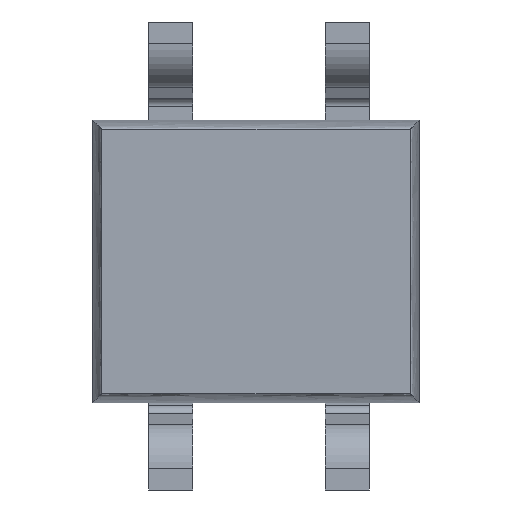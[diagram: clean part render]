
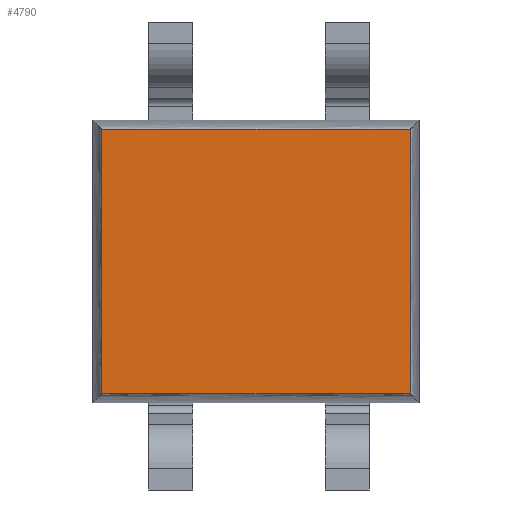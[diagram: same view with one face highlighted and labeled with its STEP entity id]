
A CAD part, front view. The second image highlights one B-rep face of the part: STEP entity #4790.
In plain terms, the highlighted planar face has unit normal (0, -1, 0).
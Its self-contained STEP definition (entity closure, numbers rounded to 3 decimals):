
#1938 = VERTEX_POINT('',#1939);
#1939 = CARTESIAN_POINT('',(-2.279,0.293,
    -1.85));
#1973 = VERTEX_POINT('',#1974);
#1974 = CARTESIAN_POINT('',(2.166,0.293,
    -1.85));
#1998 = EDGE_CURVE('',#1973,#1938,#1999,.T.);
#1999 = LINE('',#2000,#2001);
#2000 = CARTESIAN_POINT('',(-0.057,0.293,
    -1.85));
#2001 = VECTOR('',#2002,1.);
#2002 = DIRECTION('',(-1.,0.,0.));
#3226 = VERTEX_POINT('',#3227);
#3227 = CARTESIAN_POINT('',(2.166,0.293,1.96
    ));
#3251 = EDGE_CURVE('',#3226,#1973,#3252,.T.);
#3252 = LINE('',#3253,#3254);
#3253 = CARTESIAN_POINT('',(2.166,0.293,
    0.055));
#3254 = VECTOR('',#3255,1.);
#3255 = DIRECTION('',(0.,0.,-1.));
#4724 = EDGE_CURVE('',#1938,#4725,#4727,.T.);
#4725 = VERTEX_POINT('',#4726);
#4726 = CARTESIAN_POINT('',(-2.279,0.293,
    1.96));
#4727 = LINE('',#4728,#4729);
#4728 = CARTESIAN_POINT('',(-2.279,0.293,
    0.055));
#4729 = VECTOR('',#4730,1.);
#4730 = DIRECTION('',(0.,0.,1.));
#4790 = ADVANCED_FACE('',(#4791),#4802,.F.);
#4791 = FACE_BOUND('',#4792,.T.);
#4792 = EDGE_LOOP('',(#4793,#4794,#4795,#4801));
#4793 = ORIENTED_EDGE('',*,*,#1998,.F.);
#4794 = ORIENTED_EDGE('',*,*,#3251,.F.);
#4795 = ORIENTED_EDGE('',*,*,#4796,.F.);
#4796 = EDGE_CURVE('',#4725,#3226,#4797,.T.);
#4797 = LINE('',#4798,#4799);
#4798 = CARTESIAN_POINT('',(-0.057,0.293,
    1.96));
#4799 = VECTOR('',#4800,1.);
#4800 = DIRECTION('',(1.,0.,0.));
#4801 = ORIENTED_EDGE('',*,*,#4724,.F.);
#4802 = PLANE('',#4803);
#4803 = AXIS2_PLACEMENT_3D('',#4804,#4805,#4806);
#4804 = CARTESIAN_POINT('',(-0.057,0.293,
    0.055));
#4805 = DIRECTION('',(0.,1.,0.));
#4806 = DIRECTION('',(0.,0.,1.));
